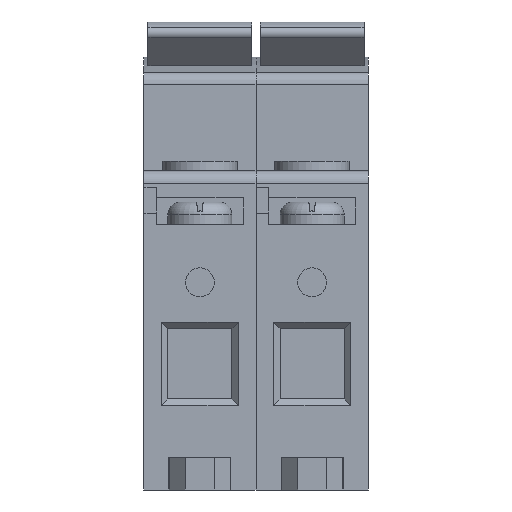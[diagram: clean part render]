
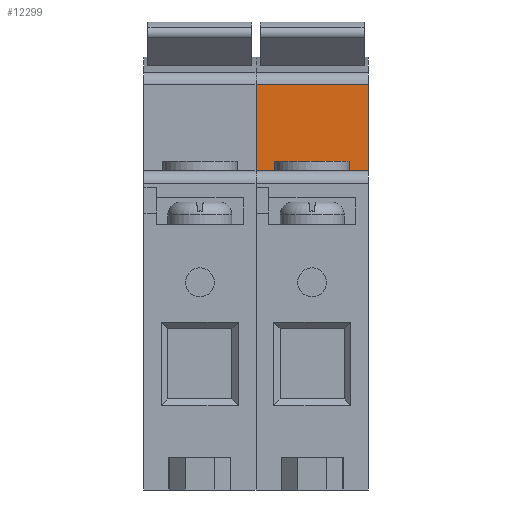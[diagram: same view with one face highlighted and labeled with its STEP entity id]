
A CAD part, front view. The second image highlights one B-rep face of the part: STEP entity #12299.
In plain terms, the highlighted planar face has unit normal (0, -1, 0).
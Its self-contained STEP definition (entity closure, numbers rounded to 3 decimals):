
#66 = VERTEX_POINT ( 'NONE', #3734 ) ;
#807 = DIRECTION ( 'NONE',  ( 0., 0., -1. ) ) ;
#1072 = LINE ( 'NONE', #11584, #5477 ) ;
#1142 = EDGE_LOOP ( 'NONE', ( #12183, #5888, #5543, #6772 ) ) ;
#1531 = DIRECTION ( 'NONE',  ( -1., 0., 0. ) ) ;
#2093 = CARTESIAN_POINT ( 'NONE',  ( 8.75, -22.5, 49.8 ) ) ;
#3071 = DIRECTION ( 'NONE',  ( 0., 0., 1. ) ) ;
#3734 = CARTESIAN_POINT ( 'NONE',  ( 8.75, -22.5, 49.8 ) ) ;
#4387 = EDGE_CURVE ( 'NONE', #4798, #66, #13896, .T. ) ;
#4641 = DIRECTION ( 'NONE',  ( 0., 0., -1. ) ) ;
#4798 = VERTEX_POINT ( 'NONE', #14490 ) ;
#5405 = CARTESIAN_POINT ( 'NONE',  ( 8.75, -22.5, 49.8 ) ) ;
#5477 = VECTOR ( 'NONE', #1531, 1000. ) ;
#5543 = ORIENTED_EDGE ( 'NONE', *, *, #6360, .T. ) ;
#5888 = ORIENTED_EDGE ( 'NONE', *, *, #13039, .T. ) ;
#5902 = VECTOR ( 'NONE', #807, 1000. ) ;
#6119 = CARTESIAN_POINT ( 'NONE',  ( -8.75, -22.5, 49.8 ) ) ;
#6360 = EDGE_CURVE ( 'NONE', #15644, #13783, #15264, .T. ) ;
#6772 = ORIENTED_EDGE ( 'NONE', *, *, #15893, .F. ) ;
#7069 = VECTOR ( 'NONE', #4641, 1000. ) ;
#8138 = LINE ( 'NONE', #9836, #13754 ) ;
#8372 = DIRECTION ( 'NONE',  ( -1., 0., 0. ) ) ;
#9836 = CARTESIAN_POINT ( 'NONE',  ( 8.75, -22.5, 49.8 ) ) ;
#10420 = FACE_OUTER_BOUND ( 'NONE', #1142, .T. ) ;
#10911 = DIRECTION ( 'NONE',  ( 0., 1., 0. ) ) ;
#11584 = CARTESIAN_POINT ( 'NONE',  ( 8.75, -22.5, 63.215 ) ) ;
#11958 = PLANE ( 'NONE',  #14566 ) ;
#12183 = ORIENTED_EDGE ( 'NONE', *, *, #4387, .F. ) ;
#12299 = ADVANCED_FACE ( 'NONE', ( #10420 ), #11958, .F. ) ;
#13039 = EDGE_CURVE ( 'NONE', #4798, #15644, #1072, .T. ) ;
#13754 = VECTOR ( 'NONE', #8372, 1000. ) ;
#13783 = VERTEX_POINT ( 'NONE', #15750 ) ;
#13896 = LINE ( 'NONE', #2093, #5902 ) ;
#14270 = CARTESIAN_POINT ( 'NONE',  ( -8.75, -22.5, 63.215 ) ) ;
#14490 = CARTESIAN_POINT ( 'NONE',  ( 8.75, -22.5, 63.215 ) ) ;
#14566 = AXIS2_PLACEMENT_3D ( 'NONE', #5405, #10911, #3071 ) ;
#15264 = LINE ( 'NONE', #6119, #7069 ) ;
#15644 = VERTEX_POINT ( 'NONE', #14270 ) ;
#15750 = CARTESIAN_POINT ( 'NONE',  ( -8.75, -22.5, 49.8 ) ) ;
#15893 = EDGE_CURVE ( 'NONE', #66, #13783, #8138, .T. ) ;
